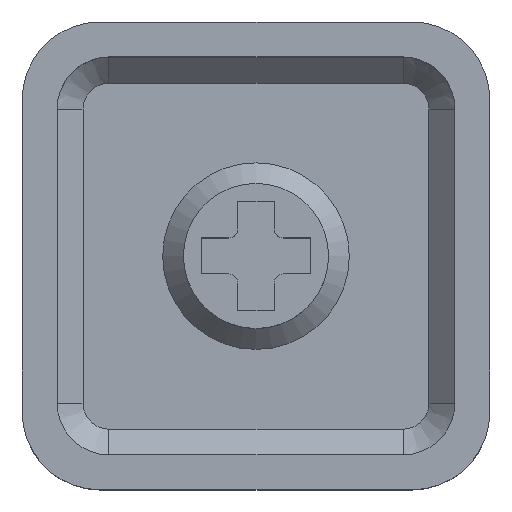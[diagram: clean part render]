
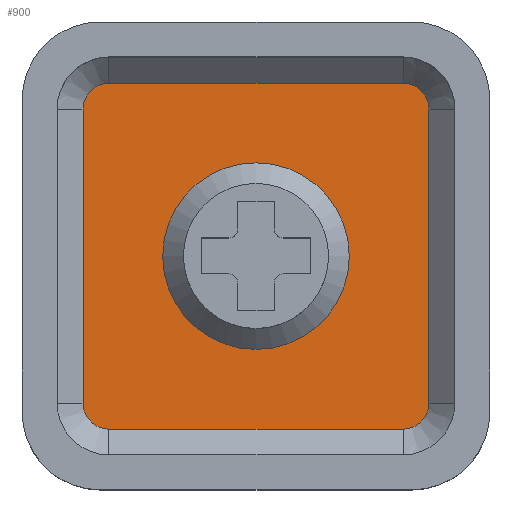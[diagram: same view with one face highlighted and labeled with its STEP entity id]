
A CAD part, top view. The second image highlights one B-rep face of the part: STEP entity #900.
In plain terms, the highlighted planar face has unit normal (0, 0, 1).
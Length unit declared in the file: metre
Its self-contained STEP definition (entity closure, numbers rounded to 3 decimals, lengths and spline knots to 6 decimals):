
#46=CIRCLE('',#981,0.001);
#47=CIRCLE('',#982,0.001);
#48=CIRCLE('',#983,0.001);
#49=CIRCLE('',#984,0.001);
#50=CIRCLE('',#985,0.0036);
#125=ORIENTED_EDGE('',*,*,#379,.T.);
#126=ORIENTED_EDGE('',*,*,#380,.T.);
#127=ORIENTED_EDGE('',*,*,#381,.T.);
#128=ORIENTED_EDGE('',*,*,#382,.T.);
#129=ORIENTED_EDGE('',*,*,#383,.T.);
#130=ORIENTED_EDGE('',*,*,#384,.T.);
#131=ORIENTED_EDGE('',*,*,#385,.T.);
#132=ORIENTED_EDGE('',*,*,#386,.T.);
#133=ORIENTED_EDGE('',*,*,#387,.T.);
#379=EDGE_CURVE('',#502,#503,#46,.T.);
#380=EDGE_CURVE('',#503,#504,#581,.T.);
#381=EDGE_CURVE('',#504,#505,#47,.T.);
#382=EDGE_CURVE('',#505,#506,#582,.T.);
#383=EDGE_CURVE('',#506,#507,#48,.T.);
#384=EDGE_CURVE('',#507,#508,#583,.T.);
#385=EDGE_CURVE('',#508,#509,#49,.T.);
#386=EDGE_CURVE('',#509,#502,#584,.T.);
#387=EDGE_CURVE('',#510,#510,#50,.F.);
#502=VERTEX_POINT('',#1427);
#503=VERTEX_POINT('',#1428);
#504=VERTEX_POINT('',#1430);
#505=VERTEX_POINT('',#1432);
#506=VERTEX_POINT('',#1434);
#507=VERTEX_POINT('',#1436);
#508=VERTEX_POINT('',#1438);
#509=VERTEX_POINT('',#1440);
#510=VERTEX_POINT('',#1443);
#581=LINE('',#1429,#677);
#582=LINE('',#1433,#678);
#583=LINE('',#1437,#679);
#584=LINE('',#1441,#680);
#677=VECTOR('',#1134,1.);
#678=VECTOR('',#1137,1.);
#679=VECTOR('',#1140,1.);
#680=VECTOR('',#1143,1.);
#748=EDGE_LOOP('',(#125,#126,#127,#128,#129,#130,#131,#132));
#749=EDGE_LOOP('',(#133));
#808=FACE_BOUND('',#748,.T.);
#809=FACE_BOUND('',#749,.T.);
#867=PLANE('',#980);
#900=ADVANCED_FACE('',(#808,#809),#867,.T.);
#980=AXIS2_PLACEMENT_3D('',#1425,#1130,#1131);
#981=AXIS2_PLACEMENT_3D('',#1426,#1132,#1133);
#982=AXIS2_PLACEMENT_3D('',#1431,#1135,#1136);
#983=AXIS2_PLACEMENT_3D('',#1435,#1138,#1139);
#984=AXIS2_PLACEMENT_3D('',#1439,#1141,#1142);
#985=AXIS2_PLACEMENT_3D('',#1442,#1144,#1145);
#1130=DIRECTION('',(0.,0.,1.));
#1131=DIRECTION('',(1.,0.,0.));
#1132=DIRECTION('',(0.,0.,1.));
#1133=DIRECTION('',(1.,0.,0.));
#1134=DIRECTION('',(-1.,0.,0.));
#1135=DIRECTION('',(0.,0.,1.));
#1136=DIRECTION('',(1.,0.,0.));
#1137=DIRECTION('',(0.,-1.,0.));
#1138=DIRECTION('',(0.,0.,1.));
#1139=DIRECTION('',(1.,0.,0.));
#1140=DIRECTION('',(1.,0.,0.));
#1141=DIRECTION('',(0.,0.,1.));
#1142=DIRECTION('',(1.,0.,0.));
#1143=DIRECTION('',(0.,1.,0.));
#1144=DIRECTION('',(0.,0.,1.));
#1145=DIRECTION('',(1.,0.,0.));
#1425=CARTESIAN_POINT('',(0.030541,0.038199,0.0012));
#1426=CARTESIAN_POINT('',(0.040062,-0.000087,0.0012));
#1427=CARTESIAN_POINT('',(0.041062,-0.000087,0.0012));
#1428=CARTESIAN_POINT('',(0.040062,0.000913,0.0012));
#1429=CARTESIAN_POINT('',(0.030541,0.000913,0.0012));
#1430=CARTESIAN_POINT('',(0.028712,0.000913,0.0012));
#1431=CARTESIAN_POINT('',(0.028712,-0.000087,0.0012));
#1432=CARTESIAN_POINT('',(0.027712,-0.000087,0.0012));
#1433=CARTESIAN_POINT('',(0.027712,-0.011437,0.0012));
#1434=CARTESIAN_POINT('',(0.027712,-0.011437,0.0012));
#1435=CARTESIAN_POINT('',(0.028712,-0.011437,0.0012));
#1436=CARTESIAN_POINT('',(0.028712,-0.012437,0.0012));
#1437=CARTESIAN_POINT('',(0.040062,-0.012437,0.0012));
#1438=CARTESIAN_POINT('',(0.040062,-0.012437,0.0012));
#1439=CARTESIAN_POINT('',(0.040062,-0.011437,0.0012));
#1440=CARTESIAN_POINT('',(0.041062,-0.011437,0.0012));
#1441=CARTESIAN_POINT('',(0.041062,0.038199,0.0012));
#1442=CARTESIAN_POINT('',(0.034387,-0.005762,0.0012));
#1443=CARTESIAN_POINT('',(0.037987,-0.005762,0.0012));
